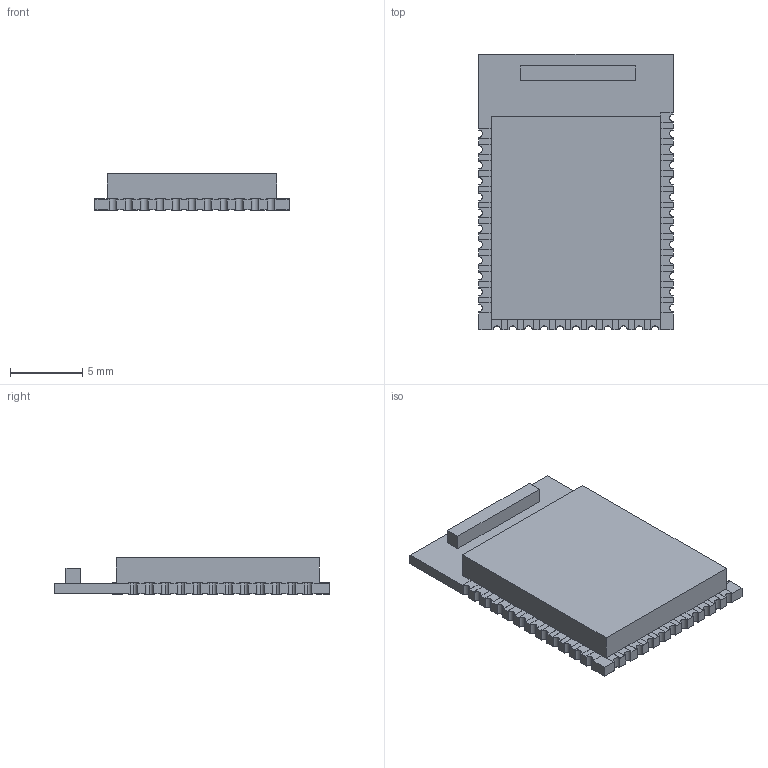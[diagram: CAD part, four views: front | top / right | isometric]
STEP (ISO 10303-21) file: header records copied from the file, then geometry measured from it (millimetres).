
FILE_DESCRIPTION (( 'STEP AP214' ), '1' );
FILE_NAME ('holyiot_21069_nrf5340.STEP', '2025-08-31T11:36:50', ( '' ), ( '' ), 'SwSTEP 2.0', 'SolidWorks 2024', '' );
FILE_SCHEMA (( 'AUTOMOTIVE_DESIGN' ));
Length unit declared in the file: millimetre
Products named in the file (1): holyiot_21069_nrf5340
Bounding box: 13.5 x 19.1 x 2.51 mm (x, y, z)
Volume: 490.8 mm3; surface area: 677.5 mm2
Topology: 1 solids, 1 shells, 498 faces, 1419 edges, 946 vertices
Faces by surface type: plane 450, cylinder 48
Entity records: 21405 total; most frequent: CARTESIAN_POINT 2864, ORIENTED_EDGE 2838, DIRECTION 2513, EDGE_CURVE 1419, VECTOR 1323, LINE 1323, VERTEX_POINT 946, AXIS2_PLACEMENT_3D 595
